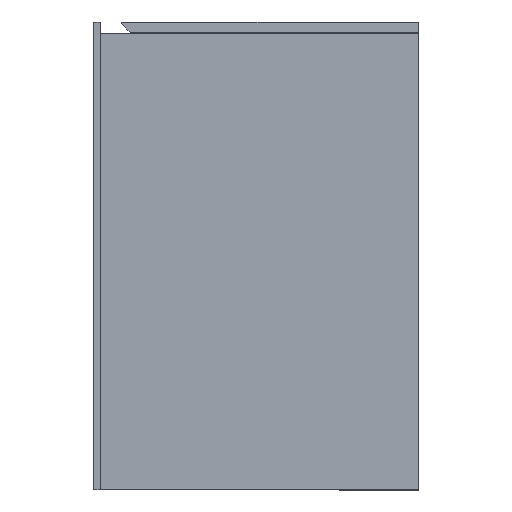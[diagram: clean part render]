
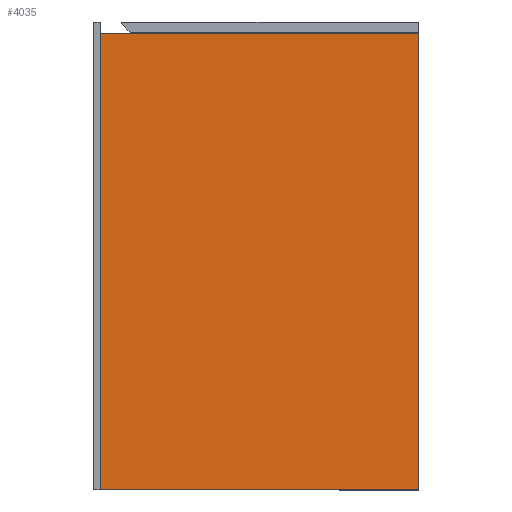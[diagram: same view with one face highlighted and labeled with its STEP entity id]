
A CAD part, left-side view. The second image highlights one B-rep face of the part: STEP entity #4035.
In plain terms, the highlighted planar face has unit normal (-1, 0, 0).
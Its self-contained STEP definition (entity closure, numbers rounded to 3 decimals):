
#848 = CARTESIAN_POINT ( 'NONE',  ( 2., 374., -550. ) ) ;
#1792 = EDGE_LOOP ( 'NONE', ( #34144, #18678, #29924, #50431 ) ) ;
#3568 = VERTEX_POINT ( 'NONE', #19664 ) ;
#4035 = ADVANCED_FACE ( 'NONE', ( #38039 ), #56153, .F. ) ;
#4120 = CARTESIAN_POINT ( 'NONE',  ( 2., 374., -550. ) ) ;
#4796 = VERTEX_POINT ( 'NONE', #43378 ) ;
#6209 = LINE ( 'NONE', #24319, #32210 ) ;
#7687 = LINE ( 'NONE', #25791, #24938 ) ;
#8063 = EDGE_CURVE ( 'NONE', #23930, #31749, #44774, .T. ) ;
#13536 = LINE ( 'NONE', #31625, #23698 ) ;
#15515 = CARTESIAN_POINT ( 'NONE',  ( 2., 910.337, -550. ) ) ;
#18585 = EDGE_CURVE ( 'NONE', #3568, #4796, #13536, .T. ) ;
#18678 = ORIENTED_EDGE ( 'NONE', *, *, #45777, .T. ) ;
#19664 = CARTESIAN_POINT ( 'NONE',  ( 2., 0., -550. ) ) ;
#22236 = DIRECTION ( 'NONE',  ( 0., 0., 1. ) ) ;
#23698 = VECTOR ( 'NONE', #49734, 1000. ) ;
#23930 = VERTEX_POINT ( 'NONE', #848 ) ;
#24319 = CARTESIAN_POINT ( 'NONE',  ( 2., 910.337, -14. ) ) ;
#24938 = VECTOR ( 'NONE', #43883, 1000. ) ;
#25791 = CARTESIAN_POINT ( 'NONE',  ( 2., 910.337, -550. ) ) ;
#27318 = CARTESIAN_POINT ( 'NONE',  ( 2., 374., -14. ) ) ;
#29101 = EDGE_CURVE ( 'NONE', #31749, #4796, #6209, .T. ) ;
#29924 = ORIENTED_EDGE ( 'NONE', *, *, #18585, .T. ) ;
#31625 = CARTESIAN_POINT ( 'NONE',  ( 2., 0., -550. ) ) ;
#31749 = VERTEX_POINT ( 'NONE', #27318 ) ;
#32210 = VECTOR ( 'NONE', #42398, 1000. ) ;
#33603 = DIRECTION ( 'NONE',  ( 1., 0., 0. ) ) ;
#34144 = ORIENTED_EDGE ( 'NONE', *, *, #8063, .F. ) ;
#38039 = FACE_OUTER_BOUND ( 'NONE', #1792, .T. ) ;
#42398 = DIRECTION ( 'NONE',  ( 0., -1., 0. ) ) ;
#43378 = CARTESIAN_POINT ( 'NONE',  ( 2., 0., -14. ) ) ;
#43883 = DIRECTION ( 'NONE',  ( 0., -1., 0. ) ) ;
#44774 = LINE ( 'NONE', #4120, #53138 ) ;
#45777 = EDGE_CURVE ( 'NONE', #23930, #3568, #7687, .T. ) ;
#47431 = AXIS2_PLACEMENT_3D ( 'NONE', #15515, #33603, #51708 ) ;
#49734 = DIRECTION ( 'NONE',  ( 0., 0., 1. ) ) ;
#50431 = ORIENTED_EDGE ( 'NONE', *, *, #29101, .F. ) ;
#51708 = DIRECTION ( 'NONE',  ( 0., 0., -1. ) ) ;
#53138 = VECTOR ( 'NONE', #22236, 1000. ) ;
#56153 = PLANE ( 'NONE',  #47431 ) ;
